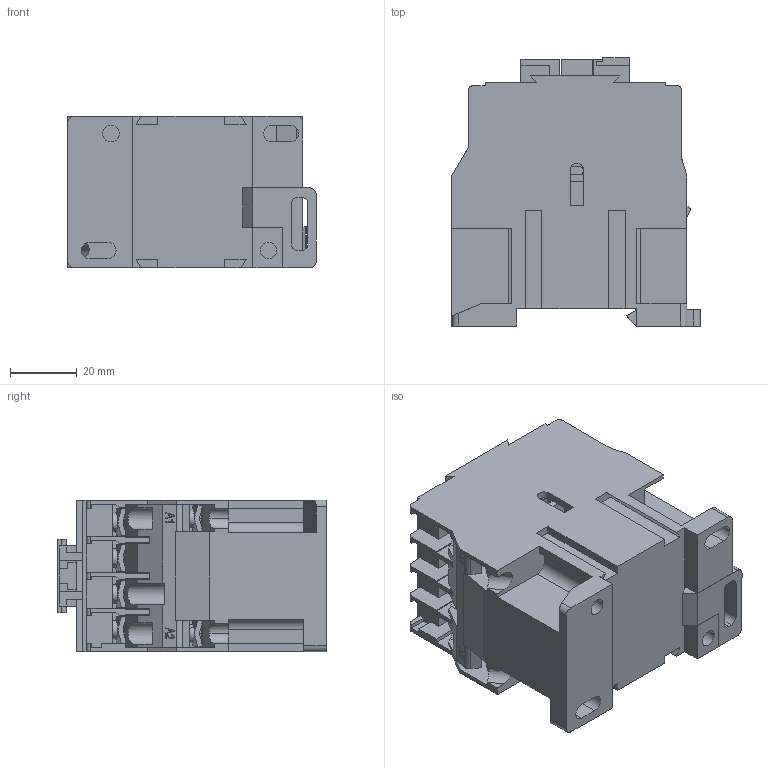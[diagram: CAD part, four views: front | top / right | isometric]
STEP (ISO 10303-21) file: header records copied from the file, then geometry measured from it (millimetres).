
FILE_DESCRIPTION (( 'STEP AP214' ), '1' );
FILE_NAME ('KKM11-012-110-10 Êîíòàêòîð ÊÌÈ-11210 12À 110Â_ÀÑ3 1ÍÎ ÈÝÊ.STEP', '2017-11-24T06:30:15', ( '' ), ( '' ), 'SwSTEP 2.0', 'SolidWorks 2014', '' );
FILE_SCHEMA (( 'AUTOMOTIVE_DESIGN' ));
Length unit declared in the file: millimetre
Products named in the file (1): KKM11-012-110-10 Êîíòàêòîð ÊÌÈ-11210 12À 110Â_ÀÑ3 1ÍÎ ÈÝÊ
Bounding box: 74.5 x 80.5 x 45.5 mm (x, y, z)
Volume: 185928.1 mm3; surface area: 43549.2 mm2
Topology: 1 solids, 1 shells, 1472 faces, 4211 edges, 2767 vertices
Faces by surface type: plane 1056, cylinder 236, bspline 141, torus 39
Entity records: 55269 total; most frequent: CARTESIAN_POINT 17764, ORIENTED_EDGE 8422, DIRECTION 6807, EDGE_CURVE 4211, LINE 3219, VECTOR 3219, VERTEX_POINT 2767, AXIS2_PLACEMENT_3D 1794
